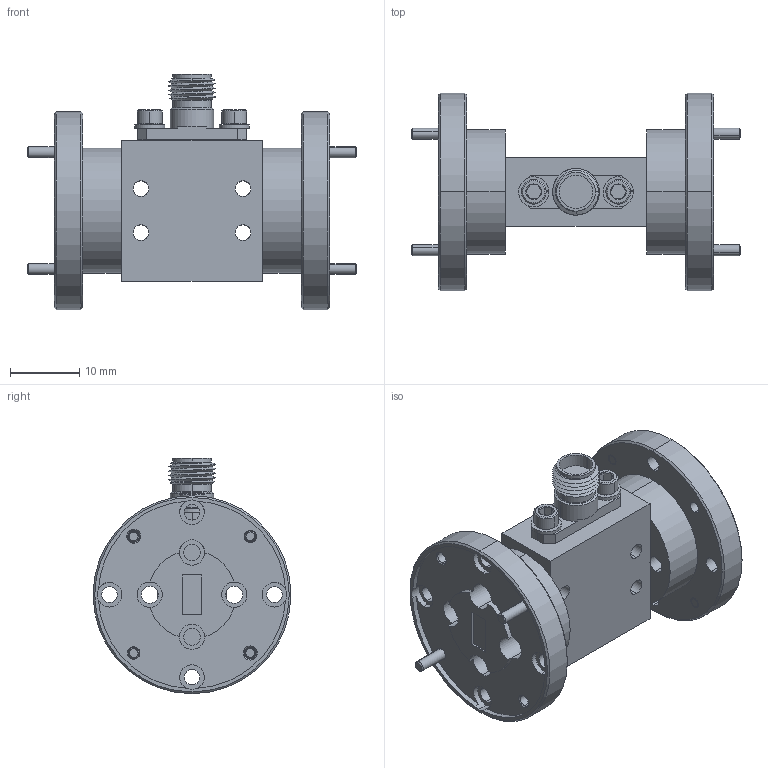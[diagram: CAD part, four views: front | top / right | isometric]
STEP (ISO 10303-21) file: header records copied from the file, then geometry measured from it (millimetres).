
FILE_DESCRIPTION (( 'STEP AP214' ), '1' );
FILE_NAME ('FB-NQM-A.STEP', '2023-01-05T20:43:31', ( '' ), ( '' ), 'SwSTEP 2.0', 'SolidWorks 2021', '' );
FILE_SCHEMA (( 'AUTOMOTIVE_DESIGN' ));
Length unit declared in the file: inch
Products named in the file (1): FB-NQM-A
Bounding box: 47.47 x 28.57 x 33.97 mm (x, y, z)
Volume: 10931.2 mm3; surface area: 8410.5 mm2
Topology: 12 solids, 12 shells, 339 faces, 815 edges, 516 vertices
Faces by surface type: cylinder 165, plane 102, cone 68, torus 2, bspline 2
Entity records: 15242 total; most frequent: CARTESIAN_POINT 2329, DIRECTION 1899, ORIENTED_EDGE 1630, EDGE_CURVE 815, AXIS2_PLACEMENT_3D 770, VERTEX_POINT 516, CIRCLE 432, EDGE_LOOP 423
